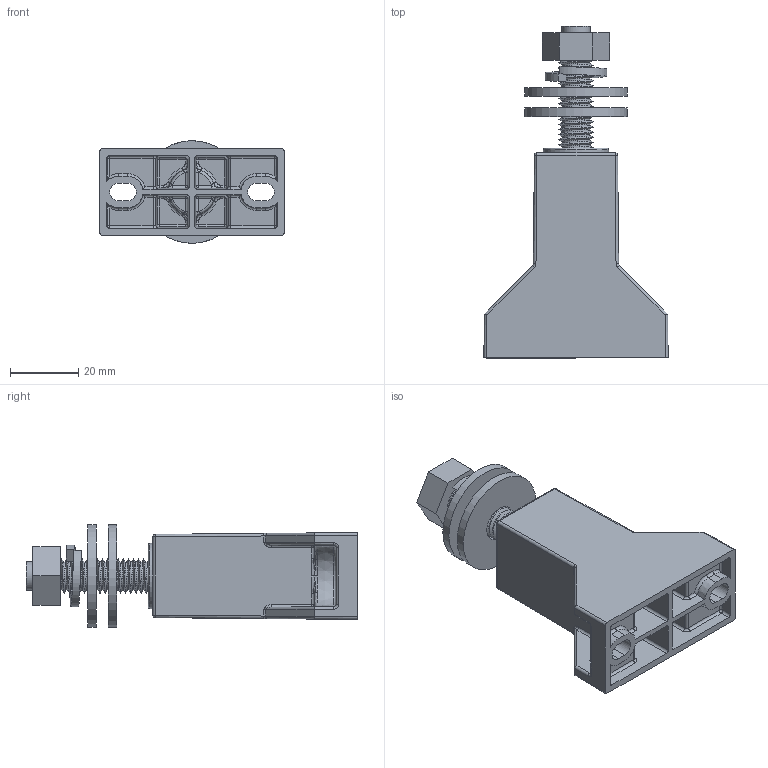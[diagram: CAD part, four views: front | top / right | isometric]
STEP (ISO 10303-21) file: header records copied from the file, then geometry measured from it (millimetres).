
FILE_DESCRIPTION (( 'STEP AP214' ), '1' );
FILE_NAME ('701314revA.STEP', '2017-04-18T12:17:54', ( '' ), ( '' ), 'SwSTEP 2.0', 'SolidWorks 2016', '' );
FILE_SCHEMA (( 'AUTOMOTIVE_DESIGN' ));
Length unit declared in the file: inch
Products named in the file (1): 701314revA
Bounding box: 53.85 x 97.02 x 30 mm (x, y, z)
Volume: 32873.4 mm3; surface area: 26353.1 mm2
Topology: 6 solids, 6 shells, 395 faces, 949 edges, 534 vertices
Faces by surface type: cylinder 152, plane 94, bspline 56, torus 41, sphere 28, cone 24
Full cylindrical faces by diameter (mm): 8.376 x22, 8.433 x2, 8.509 x1, 10 x1, 10.5 x2, 19.05 x2, 30 x2
Entity records: 19337 total; most frequent: CARTESIAN_POINT 6637, ORIENTED_EDGE 1656, DIRECTION 1572, EDGE_CURVE 828, AXIS2_PLACEMENT_3D 626, VERTEX_POINT 488, EDGE_LOOP 406, FACE_OUTER_BOUND 388
